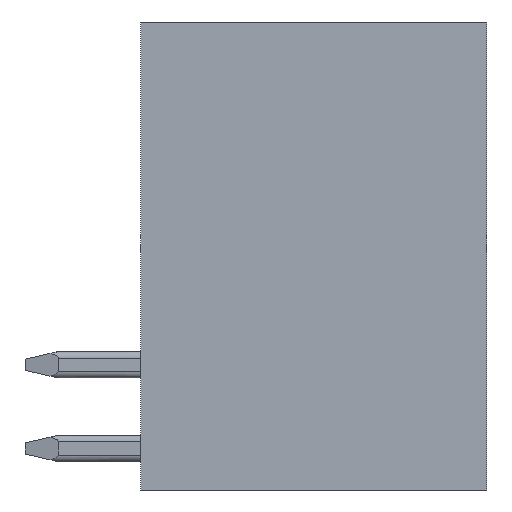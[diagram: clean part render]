
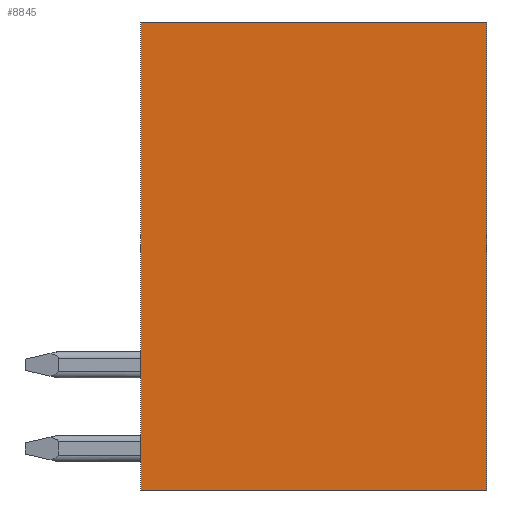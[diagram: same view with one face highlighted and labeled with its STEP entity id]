
A CAD part, front view. The second image highlights one B-rep face of the part: STEP entity #8845.
In plain terms, the highlighted planar face has unit normal (0, -1, 0).
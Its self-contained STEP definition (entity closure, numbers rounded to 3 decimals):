
#2130=DIRECTION('',(-1.,0.,0.));
#2131=VECTOR('',#2130,10.5);
#2132=CARTESIAN_POINT('',(5.25,-12.41,7.1));
#2133=LINE('',#2132,#2131);
#2134=DIRECTION('',(0.,0.,1.));
#2135=VECTOR('',#2134,14.2);
#2136=CARTESIAN_POINT('',(5.25,-12.41,-7.1));
#2137=LINE('',#2136,#2135);
#2138=DIRECTION('',(1.,0.,0.));
#2139=VECTOR('',#2138,10.5);
#2140=CARTESIAN_POINT('',(-5.25,-12.41,-7.1));
#2141=LINE('',#2140,#2139);
#2142=DIRECTION('',(0.,0.,-1.));
#2143=VECTOR('',#2142,14.2);
#2144=CARTESIAN_POINT('',(-5.25,-12.41,7.1));
#2145=LINE('',#2144,#2143);
#5239=CARTESIAN_POINT('',(5.25,-12.41,7.1));
#5240=CARTESIAN_POINT('',(-5.25,-12.41,7.1));
#5241=VERTEX_POINT('',#5239);
#5242=VERTEX_POINT('',#5240);
#5243=CARTESIAN_POINT('',(-5.25,-12.41,-7.1));
#5244=VERTEX_POINT('',#5243);
#5245=CARTESIAN_POINT('',(5.25,-12.41,-7.1));
#5246=VERTEX_POINT('',#5245);
#8834=CARTESIAN_POINT('',(0.,-12.41,0.));
#8835=DIRECTION('',(0.,-1.,0.));
#8836=DIRECTION('',(0.,0.,-1.));
#8837=AXIS2_PLACEMENT_3D('',#8834,#8835,#8836);
#8838=PLANE('',#8837);
#8839=ORIENTED_EDGE('',*,*,#8688,.F.);
#8840=ORIENTED_EDGE('',*,*,#8737,.F.);
#8841=ORIENTED_EDGE('',*,*,#8826,.F.);
#8842=ORIENTED_EDGE('',*,*,#6406,.F.);
#8843=EDGE_LOOP('',(#8839,#8840,#8841,#8842));
#8844=FACE_OUTER_BOUND('',#8843,.F.);
#8845=ADVANCED_FACE('',(#8844),#8838,.T.);
#6406=EDGE_CURVE('',#5242,#5244,#2145,.T.);
#8688=EDGE_CURVE('',#5241,#5242,#2133,.T.);
#8737=EDGE_CURVE('',#5246,#5241,#2137,.T.);
#8826=EDGE_CURVE('',#5244,#5246,#2141,.T.);
